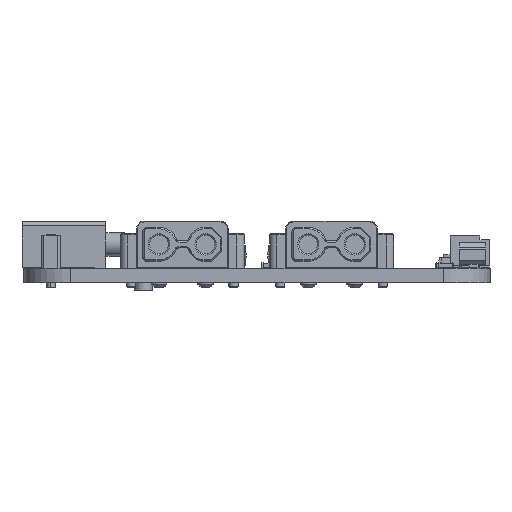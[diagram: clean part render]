
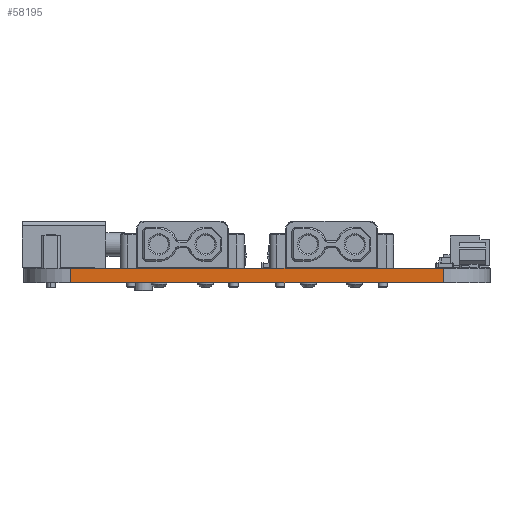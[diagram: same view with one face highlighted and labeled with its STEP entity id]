
A CAD part, front view. The second image highlights one B-rep face of the part: STEP entity #58195.
In plain terms, the highlighted planar face has unit normal (0, -1, 0).
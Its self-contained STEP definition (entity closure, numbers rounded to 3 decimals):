
#56832 = VERTEX_POINT('',#56833);
#56833 = CARTESIAN_POINT('',(55.,-100.,0.));
#56840 = EDGE_CURVE('',#56841,#56832,#56843,.T.);
#56841 = VERTEX_POINT('',#56842);
#56842 = CARTESIAN_POINT('',(95.,-100.,0.));
#56843 = LINE('',#56844,#56845);
#56844 = CARTESIAN_POINT('',(95.,-100.,0.));
#56845 = VECTOR('',#56846,1.);
#56846 = DIRECTION('',(-1.,0.,0.));
#57500 = VERTEX_POINT('',#57501);
#57501 = CARTESIAN_POINT('',(55.,-100.,1.51));
#57508 = EDGE_CURVE('',#57509,#57500,#57511,.T.);
#57509 = VERTEX_POINT('',#57510);
#57510 = CARTESIAN_POINT('',(95.,-100.,1.51));
#57511 = LINE('',#57512,#57513);
#57512 = CARTESIAN_POINT('',(95.,-100.,1.51));
#57513 = VECTOR('',#57514,1.);
#57514 = DIRECTION('',(-1.,0.,0.));
#58167 = EDGE_CURVE('',#56841,#57509,#58168,.T.);
#58168 = LINE('',#58169,#58170);
#58169 = CARTESIAN_POINT('',(95.,-100.,0.));
#58170 = VECTOR('',#58171,1.);
#58171 = DIRECTION('',(0.,0.,1.));
#58195 = ADVANCED_FACE('',(#58196),#58207,.T.);
#58196 = FACE_BOUND('',#58197,.T.);
#58197 = EDGE_LOOP('',(#58198,#58199,#58200,#58206));
#58198 = ORIENTED_EDGE('',*,*,#58167,.T.);
#58199 = ORIENTED_EDGE('',*,*,#57508,.T.);
#58200 = ORIENTED_EDGE('',*,*,#58201,.F.);
#58201 = EDGE_CURVE('',#56832,#57500,#58202,.T.);
#58202 = LINE('',#58203,#58204);
#58203 = CARTESIAN_POINT('',(55.,-100.,0.));
#58204 = VECTOR('',#58205,1.);
#58205 = DIRECTION('',(0.,0.,1.));
#58206 = ORIENTED_EDGE('',*,*,#56840,.F.);
#58207 = PLANE('',#58208);
#58208 = AXIS2_PLACEMENT_3D('',#58209,#58210,#58211);
#58209 = CARTESIAN_POINT('',(95.,-100.,0.));
#58210 = DIRECTION('',(0.,-1.,0.));
#58211 = DIRECTION('',(-1.,0.,0.));
